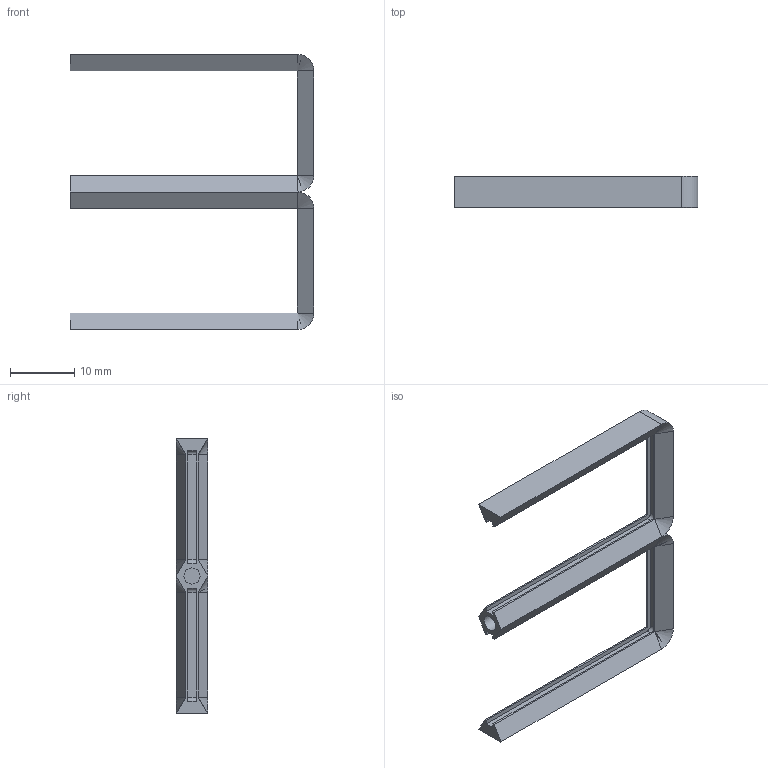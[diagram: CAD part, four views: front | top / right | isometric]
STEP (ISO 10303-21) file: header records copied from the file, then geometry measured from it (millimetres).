
FILE_DESCRIPTION(/* description */ (''),/* implementation_level */ '2;1');
FILE_NAME(/* name */ 'Teensy holder.step',/* time_stamp */ '2021-07-08T08:29:31+02:00',/* author */ (''),/* organization */ (''),/* preprocessor_version */ 'ST-DEVELOPER v18.1',/* originating_system */ 'Autodesk Translation Framework v10.9.0.1377',/* authorisation */ '');
FILE_SCHEMA (('AUTOMOTIVE_DESIGN { 1 0 10303 214 3 1 1 }'));
Length unit declared in the file: millimetre
Products named in the file (1): Teensy holder
Bounding box: 38.1 x 4.9 x 42.99 mm (x, y, z)
Volume: 1378.1 mm3; surface area: 2418.8 mm2
Topology: 1 solids, 1 shells, 59 faces, 142 edges, 78 vertices
Faces by surface type: plane 42, cylinder 9, cone 8
Full cylindrical faces by diameter (mm): 2.5 x1
Entity records: 1634 total; most frequent: DIRECTION 272, CARTESIAN_POINT 272, ORIENTED_EDGE 268, EDGE_CURVE 134, LINE 116, VECTOR 116, VERTEX_POINT 78, AXIS2_PLACEMENT_3D 78
